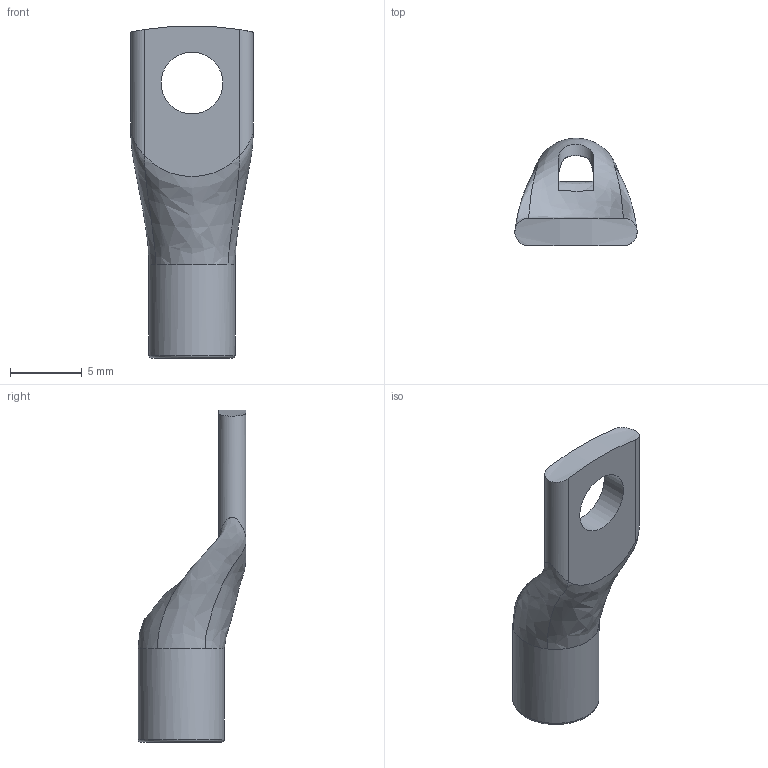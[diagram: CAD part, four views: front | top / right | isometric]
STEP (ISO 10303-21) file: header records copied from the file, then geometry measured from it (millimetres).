
FILE_DESCRIPTION((''),'2;1');
FILE_NAME('PK6-4.stp','2016-02-12T07:48:37',(''),(''),'Autodesk Inventor 2010','Autodesk Inventor 2010','');
FILE_SCHEMA(('AUTOMOTIVE_DESIGN { 1 0 10303 214 1 1 1 1 }'));
Length unit declared in the file: millimetre
Products named in the file (1): PK6-4
Bounding box: 8.5 x 7.5 x 23.09 mm (x, y, z)
Volume: 371.9 mm3; surface area: 614.3 mm2
Topology: 1 solids, 1 shells, 149 faces, 413 edges, 276 vertices
Faces by surface type: plane 80, cylinder 37, bspline 30, torus 1, cone 1
Full cylindrical faces by diameter (mm): 3.6 x1, 4.3 x1, 6 x1
Entity records: 5765 total; most frequent: CARTESIAN_POINT 2088, ORIENTED_EDGE 814, DIRECTION 657, EDGE_CURVE 407, VERTEX_POINT 275, VECTOR 249, LINE 249, AXIS2_PLACEMENT_3D 204
